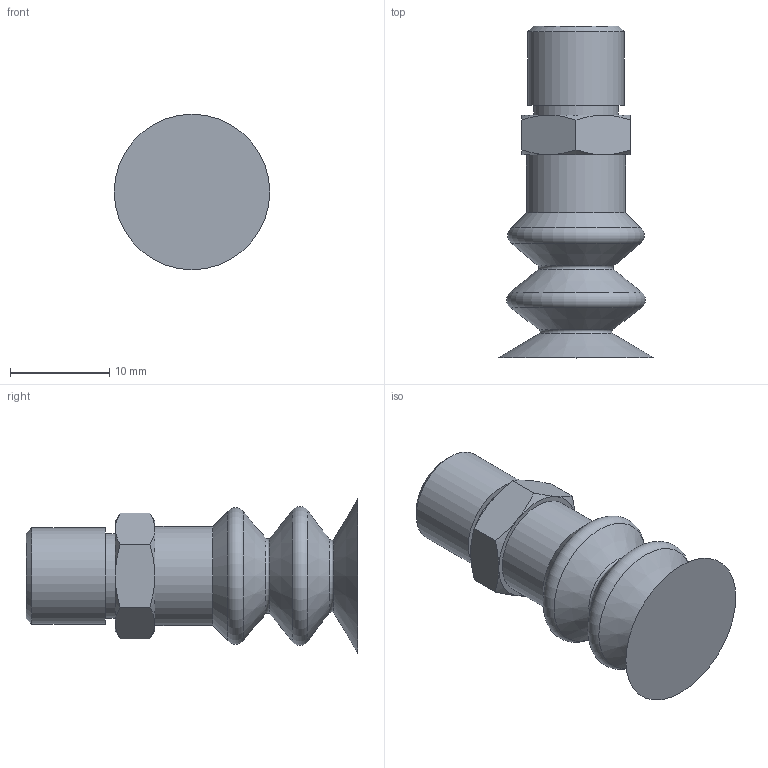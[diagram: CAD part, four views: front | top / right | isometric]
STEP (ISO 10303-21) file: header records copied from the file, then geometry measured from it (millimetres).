
FILE_DESCRIPTION(/* description */ (''),/* implementation_level */ '2;1');
FILE_NAME(/* name */ 'vf16nit_rac14r1-8m.stp',/* time_stamp */ '2020-09-22T10:40:24+02:00',/* author */ ('enginyeria'),/* organization */ (''),/* preprocessor_version */ 'ST-DEVELOPER v17.2',/* originating_system */ 'Autodesk Inventor 2019',/* authorisation */ '');
FILE_SCHEMA (('CONFIG_CONTROL_DESIGN'));
Length unit declared in the file: millimetre
Products named in the file (1): vf16nit_rac14r1-8m
Bounding box: 15.7 x 33.5 x 15.7 mm (x, y, z)
Volume: 2914.4 mm3; surface area: 1834.3 mm2
Topology: 1 solids, 1 shells, 39 faces, 101 edges, 68 vertices
Faces by surface type: cone 19, plane 12, cylinder 4, torus 4
Full cylindrical faces by diameter (mm): 4 x1, 8.566 x1, 9.728 x1, 10 x1
Entity records: 1313 total; most frequent: CARTESIAN_POINT 257, DIRECTION 217, ORIENTED_EDGE 202, EDGE_CURVE 101, AXIS2_PLACEMENT_3D 100, VERTEX_POINT 68, CIRCLE 60, EDGE_LOOP 43
